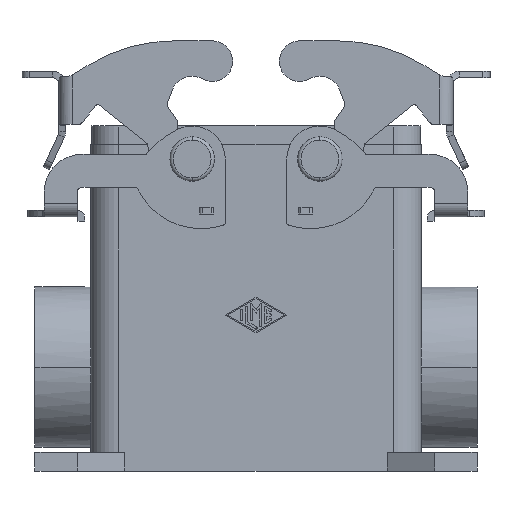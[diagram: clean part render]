
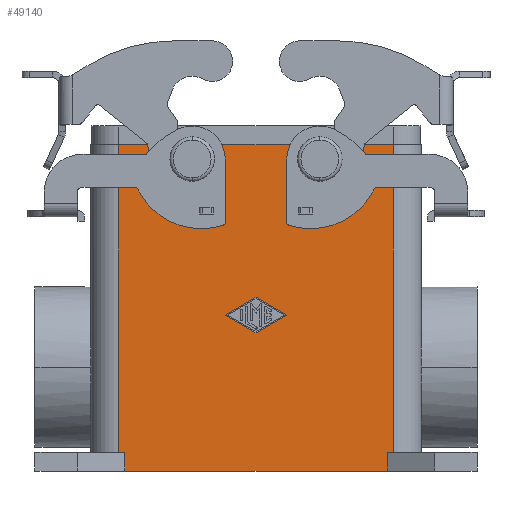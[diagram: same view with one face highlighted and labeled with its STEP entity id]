
A CAD part, front view. The second image highlights one B-rep face of the part: STEP entity #49140.
In plain terms, the highlighted planar face has unit normal (0, -1, 0).
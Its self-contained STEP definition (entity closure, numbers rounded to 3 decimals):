
#13050=CARTESIAN_POINT('',(0.,-22.25,1.5)
);
#13060=VERTEX_POINT('',#13050);
#13110=CARTESIAN_POINT('',(0.,-22.25,0.));
#13120=DIRECTION('',(0.,1.,0.));
#13130=DIRECTION('',(0.,0.,1.));
#13140=AXIS2_PLACEMENT_3D('',#13110,#13120,#13130);
#13150=CIRCLE('',#13140,1.5);
#13160=CARTESIAN_POINT('',(0.,-22.25,
-1.5));
#13170=VERTEX_POINT('',#13160);
#13180=EDGE_CURVE('',#13060,#13170,#13150,.T.);
#18720=CARTESIAN_POINT('',(-27.,-22.25,-1.5));
#18730=VERTEX_POINT('',#18720);
#18910=CARTESIAN_POINT('',(-27.,-22.25,1.5));
#18920=VERTEX_POINT('',#18910);
#18950=CARTESIAN_POINT('',(-27.,-22.25,0.));
#18960=DIRECTION('',(0.,1.,0.));
#18970=DIRECTION('',(0.,0.,1.));
#18980=AXIS2_PLACEMENT_3D('',#18950,#18960,#18970);
#18990=CIRCLE('',#18980,1.5);
#19000=EDGE_CURVE('',#18920,#18730,#18990,.T.);
#38740=CARTESIAN_POINT('',(-13.5,-22.25,-36.749));
#38750=VERTEX_POINT('',#38740);
#38800=CARTESIAN_POINT('',(-13.5,-22.25,-36.749));
#38810=DIRECTION('',(-0.866,0.,0.5));
#38820=VECTOR('',#38810,7.504);
#38830=LINE('',#38800,#38820);
#38840=CARTESIAN_POINT('',(-20.,-22.25,-33.));
#38850=VERTEX_POINT('',#38840);
#38860=EDGE_CURVE('',#38750,#38850,#38830,.T.);
#39210=CARTESIAN_POINT('',(-7.,-22.25,-33.));
#39220=VERTEX_POINT('',#39210);
#39270=CARTESIAN_POINT('',(-7.,-22.25,-33.));
#39280=DIRECTION('',(-0.866,0.,-0.5));
#39290=VECTOR('',#39280,7.504);
#39300=LINE('',#39270,#39290);
#39310=EDGE_CURVE('',#39220,#38750,#39300,.T.);
#39590=CARTESIAN_POINT('',(-13.5,-22.25,-29.251));
#39600=VERTEX_POINT('',#39590);
#39650=CARTESIAN_POINT('',(-13.5,-22.25,-29.251));
#39660=DIRECTION('',(0.866,0.,-0.5));
#39670=VECTOR('',#39660,7.504);
#39680=LINE('',#39650,#39670);
#39690=EDGE_CURVE('',#39600,#39220,#39680,.T.);
#39940=CARTESIAN_POINT('',(-20.,-22.25,-33.));
#39950=DIRECTION('',(0.866,0.,0.5));
#39960=VECTOR('',#39950,7.504);
#39970=LINE('',#39940,#39960);
#39980=EDGE_CURVE('',#38850,#39600,#39970,.T.);
#48270=CARTESIAN_POINT('',(14.25,-22.25,-66.));
#48280=DIRECTION('',(0.,-1.,0.));
#48290=DIRECTION('',(0.,0.,-1.));
#48300=AXIS2_PLACEMENT_3D('',#48270,#48280,#48290);
#48310=PLANE('',#48300);
#48320=CARTESIAN_POINT('',(-41.25,-22.25,-62.));
#48330=DIRECTION('',(-1.,0.,0.));
#48340=VECTOR('',#48330,1.25);
#48350=LINE('',#48320,#48340);
#48360=CARTESIAN_POINT('',(-41.25,-22.25,-62.));
#48370=VERTEX_POINT('',#48360);
#48380=CARTESIAN_POINT('',(-42.5,-22.25,-62.));
#48390=VERTEX_POINT('',#48380);
#48400=EDGE_CURVE('',#48370,#48390,#48350,.T.);
#48410=ORIENTED_EDGE('',*,*,#48400,.F.);
#48420=CARTESIAN_POINT('',(-42.5,-22.25,-62.));
#48430=DIRECTION('',(0.,0.,1.));
#48440=VECTOR('',#48430,65.);
#48450=LINE('',#48420,#48440);
#48460=CARTESIAN_POINT('',(-42.5,-22.25,3.));
#48470=VERTEX_POINT('',#48460);
#48480=EDGE_CURVE('',#48390,#48470,#48450,.T.);
#48490=ORIENTED_EDGE('',*,*,#48480,.F.);
#48500=CARTESIAN_POINT('',(15.5,-22.25,3.));
#48510=DIRECTION('',(-1.,0.,0.));
#48520=VECTOR('',#48510,58.);
#48530=LINE('',#48500,#48520);
#48540=CARTESIAN_POINT('',(15.5,-22.25,3.));
#48550=VERTEX_POINT('',#48540);
#48560=EDGE_CURVE('',#48550,#48470,#48530,.T.);
#48570=ORIENTED_EDGE('',*,*,#48560,.T.);
#48580=CARTESIAN_POINT('',(15.5,-22.25,-62.));
#48590=DIRECTION('',(0.,0.,1.));
#48600=VECTOR('',#48590,65.);
#48610=LINE('',#48580,#48600);
#48620=CARTESIAN_POINT('',(15.5,-22.25,-62.));
#48630=VERTEX_POINT('',#48620);
#48640=EDGE_CURVE('',#48630,#48550,#48610,.T.);
#48650=ORIENTED_EDGE('',*,*,#48640,.T.);
#48660=CARTESIAN_POINT('',(15.5,-22.25,-62.));
#48670=DIRECTION('',(-1.,0.,0.));
#48680=VECTOR('',#48670,1.25);
#48690=LINE('',#48660,#48680);
#48700=CARTESIAN_POINT('',(14.25,-22.25,-62.));
#48710=VERTEX_POINT('',#48700);
#48720=EDGE_CURVE('',#48630,#48710,#48690,.T.);
#48730=ORIENTED_EDGE('',*,*,#48720,.F.);
#48740=CARTESIAN_POINT('',(14.25,-22.25,-66.));
#48750=DIRECTION('',(0.,0.,1.));
#48760=VECTOR('',#48750,4.);
#48770=LINE('',#48740,#48760);
#48780=CARTESIAN_POINT('',(14.25,-22.25,-66.));
#48790=VERTEX_POINT('',#48780);
#48800=EDGE_CURVE('',#48790,#48710,#48770,.T.);
#48810=ORIENTED_EDGE('',*,*,#48800,.T.);
#48820=CARTESIAN_POINT('',(14.25,-22.25,-66.));
#48830=DIRECTION('',(-1.,0.,0.));
#48840=VECTOR('',#48830,55.5);
#48850=LINE('',#48820,#48840);
#48860=CARTESIAN_POINT('',(-41.25,-22.25,-66.));
#48870=VERTEX_POINT('',#48860);
#48880=EDGE_CURVE('',#48790,#48870,#48850,.T.);
#48890=ORIENTED_EDGE('',*,*,#48880,.F.);
#48900=CARTESIAN_POINT('',(-41.25,-22.25,-66.));
#48910=DIRECTION('',(0.,0.,1.));
#48920=VECTOR('',#48910,4.);
#48930=LINE('',#48900,#48920);
#48940=EDGE_CURVE('',#48870,#48370,#48930,.T.);
#48950=ORIENTED_EDGE('',*,*,#48940,.F.);
#48960=EDGE_LOOP('',(#48950,#48890,#48810,#48730,#48650,#48570,#48490,
#48410));
#48970=FACE_OUTER_BOUND('',#48960,.T.);
#48980=ORIENTED_EDGE('',*,*,#13180,.T.);
#48990=EDGE_CURVE('',#13170,#13060,#13150,.T.);
#49000=ORIENTED_EDGE('',*,*,#48990,.T.);
#49010=EDGE_LOOP('',(#49000,#48980));
#49020=FACE_BOUND('',#49010,.T.);
#49030=EDGE_CURVE('',#18730,#18920,#18990,.T.);
#49040=ORIENTED_EDGE('',*,*,#49030,.T.);
#49050=ORIENTED_EDGE('',*,*,#19000,.T.);
#49060=EDGE_LOOP('',(#49050,#49040));
#49070=FACE_BOUND('',#49060,.T.);
#49080=ORIENTED_EDGE('',*,*,#39310,.T.);
#49090=ORIENTED_EDGE('',*,*,#39690,.T.);
#49100=ORIENTED_EDGE('',*,*,#39980,.T.);
#49110=ORIENTED_EDGE('',*,*,#38860,.T.);
#49120=EDGE_LOOP('',(#49110,#49100,#49090,#49080));
#49130=FACE_BOUND('',#49120,.T.);
#49140=ADVANCED_FACE('',(#48970,#49020,#49070,#49130),#48310,.T.);
